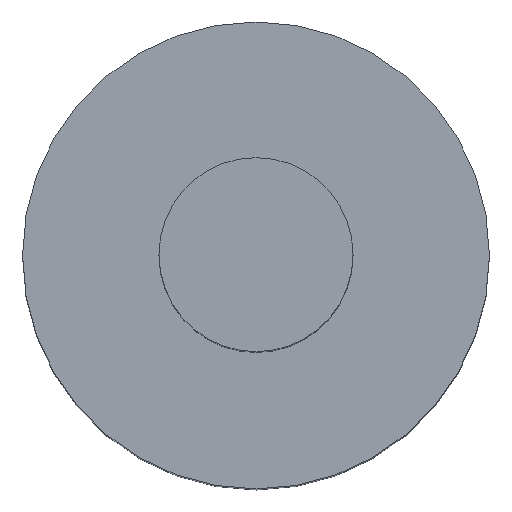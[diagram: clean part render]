
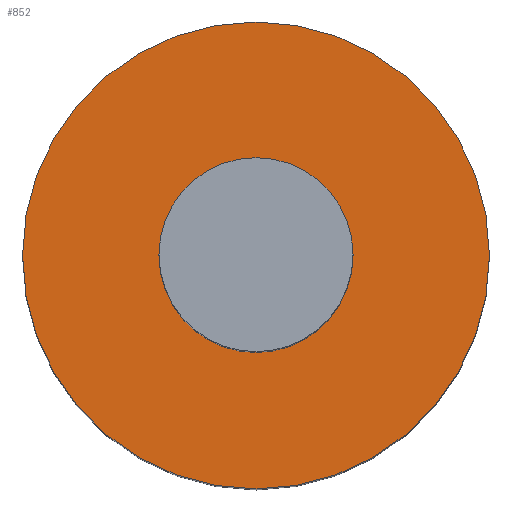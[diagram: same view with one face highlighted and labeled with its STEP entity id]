
A CAD part, top view. The second image highlights one B-rep face of the part: STEP entity #852.
In plain terms, the highlighted planar face has unit normal (0, 0, 1).
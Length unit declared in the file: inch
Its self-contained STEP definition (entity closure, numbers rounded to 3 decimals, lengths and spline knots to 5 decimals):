
#774=CARTESIAN_POINT('',(0.1925,0.0,0.5));
#775=VERTEX_POINT('',#774);
#791=CARTESIAN_POINT('',(-0.1925,0.,0.5));
#792=VERTEX_POINT('',#791);
#799=CARTESIAN_POINT('',(0.0,0.0,0.5));
#800=DIRECTION('',(0.0,0.0,1.0));
#801=DIRECTION('',(1.0,0.0,0.0));
#802=AXIS2_PLACEMENT_3D('',#799,#800,#801);
#803=CIRCLE('',#802,0.1925);
#804=EDGE_CURVE('',#775,#792,#803,.T.);
#815=CARTESIAN_POINT('',(0.0,0.0,0.5));
#816=DIRECTION('',(0.0,0.0,1.0));
#817=DIRECTION('',(1.0,0.0,0.0));
#818=AXIS2_PLACEMENT_3D('',#815,#816,#817);
#819=CIRCLE('',#818,0.1925);
#820=EDGE_CURVE('',#792,#775,#819,.T.);
#843=CARTESIAN_POINT('',(0.0,0.0,0.5));
#844=DIRECTION('',(0.0,0.0,1.0));
#845=DIRECTION('',(1.0,0.0,0.0));
#846=AXIS2_PLACEMENT_3D('',#843,#844,#845);
#847=PLANE('',#846);
#848=ORIENTED_EDGE('',*,*,#804,.T.);
#849=ORIENTED_EDGE('',*,*,#820,.T.);
#850=EDGE_LOOP('',(#848,#849));
#851=FACE_OUTER_BOUND('',#850,.T.);
#852=ADVANCED_FACE('',(#851),#847,.T.);
